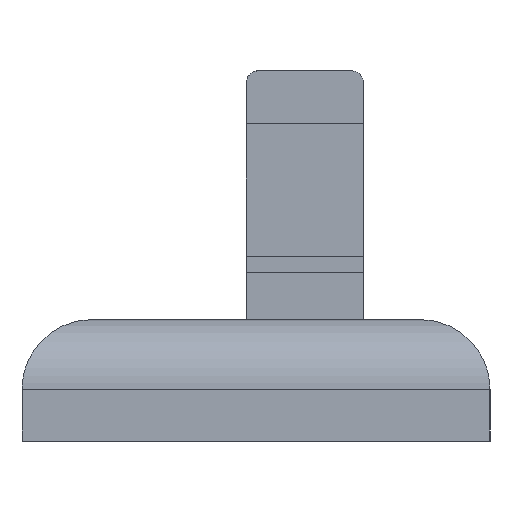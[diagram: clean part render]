
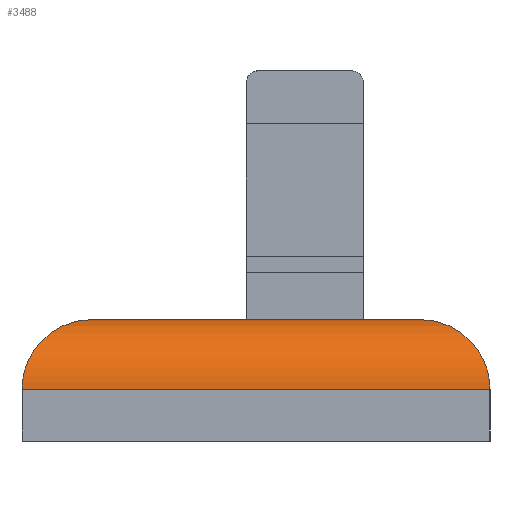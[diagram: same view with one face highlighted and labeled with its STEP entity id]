
A CAD part, left-side view. The second image highlights one B-rep face of the part: STEP entity #3488.
In plain terms, the highlighted cylindrical face has radius 3 mm (diameter 6 mm), a partial arc.
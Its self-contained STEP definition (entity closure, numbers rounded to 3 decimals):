
#281=FACE_OUTER_BOUND('',#484,.T.);
#484=EDGE_LOOP('',(#2465,#2466,#2467,#2468));
#699=ELLIPSE('',#3720,4.243,3.);
#701=ELLIPSE('',#3724,4.243,3.);
#712=LINE('',#4951,#1167);
#713=LINE('',#4952,#1168);
#1167=VECTOR('',#3993,10.);
#1168=VECTOR('',#3994,10.);
#1616=VERTEX_POINT('',#4930);
#1619=VERTEX_POINT('',#4935);
#1622=VERTEX_POINT('',#4945);
#1623=VERTEX_POINT('',#4947);
#1953=EDGE_CURVE('',#1616,#1619,#699,.T.);
#1958=EDGE_CURVE('',#1622,#1623,#701,.T.);
#1960=EDGE_CURVE('',#1619,#1623,#712,.T.);
#1961=EDGE_CURVE('',#1622,#1616,#713,.T.);
#2465=ORIENTED_EDGE('',*,*,#1960,.T.);
#2466=ORIENTED_EDGE('',*,*,#1958,.F.);
#2467=ORIENTED_EDGE('',*,*,#1961,.T.);
#2468=ORIENTED_EDGE('',*,*,#1953,.T.);
#3462=CYLINDRICAL_SURFACE('',#3725,3.);
#3488=ADVANCED_FACE('',(#281),#3462,.T.);
#3720=AXIS2_PLACEMENT_3D('',#4937,#3977,#3978);
#3724=AXIS2_PLACEMENT_3D('',#4948,#3988,#3989);
#3725=AXIS2_PLACEMENT_3D('',#4950,#3991,#3992);
#3977=DIRECTION('center_axis',(-0.707,-0.707,0.));
#3978=DIRECTION('ref_axis',(-0.707,0.707,0.));
#3988=DIRECTION('center_axis',(0.707,-0.707,0.));
#3989=DIRECTION('ref_axis',(-0.707,-0.707,0.));
#3991=DIRECTION('center_axis',(0.,-1.,0.));
#3992=DIRECTION('ref_axis',(-0.707,0.,0.707));
#3993=DIRECTION('',(0.,-1.,0.));
#3994=DIRECTION('',(0.,1.,0.));
#4930=CARTESIAN_POINT('',(-42.272,6.587,5.2));
#4935=CARTESIAN_POINT('',(-45.272,9.587,2.2));
#4937=CARTESIAN_POINT('Origin',(-42.272,6.587,2.2));
#4945=CARTESIAN_POINT('',(-42.272,-7.413,5.2));
#4947=CARTESIAN_POINT('',(-45.272,-10.413,2.2));
#4948=CARTESIAN_POINT('Origin',(-42.272,-7.413,2.2));
#4950=CARTESIAN_POINT('Origin',(-42.272,4.587,2.2));
#4951=CARTESIAN_POINT('',(-45.272,4.587,2.2));
#4952=CARTESIAN_POINT('',(-42.272,4.587,5.2));
